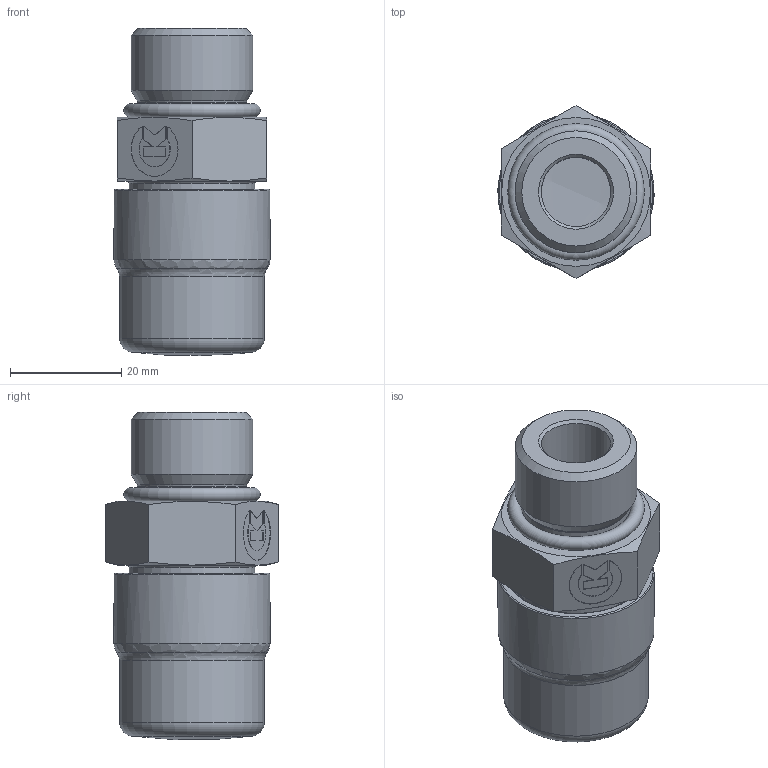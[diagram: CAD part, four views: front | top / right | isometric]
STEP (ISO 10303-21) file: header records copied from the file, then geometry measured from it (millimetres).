
FILE_DESCRIPTION((''),'2;1');
FILE_NAME('200601416.stp','2014-07-21T16:32:57',(''),('KNOMI spol. s r. o.'),'Autodesk Inventor 2012','Autodesk Inventor 2012','');
FILE_SCHEMA(('AUTOMOTIVE_DESIGN { 1 2 10303 214 0 1 1 1 }'));
Length unit declared in the file: millimetre
Products named in the file (5): PHOF -10 7/8-14 / 1-14; 200611416; 601560017890; 606191824690; 62912430-4
Assembly tree (4 placements, depth 2):
  PHOF -10 7/8-14 / 1-14
    200611416
    601560017890
    606191824690
    62912430-4
Bounding box: 28.14 x 31.18 x 58.93 mm (x, y, z)
Volume: 19389.1 mm3; surface area: 12605.5 mm2
Topology: 4 solids, 4 shells, 91 faces, 204 edges, 126 vertices
Faces by surface type: plane 43, torus 17, cylinder 15, cone 13, sphere 2, bspline 1
Full cylindrical faces by diameter (mm): 12.5 x1, 14.3 x1, 19 x1, 19.63 x1, 21.95 x1, 22.6 x1, 23.15 x1, 25.15 x2, 26.15 x1, 28.15 x1
Entity records: 2643 total; most frequent: CARTESIAN_POINT 522, DIRECTION 402, ORIENTED_EDGE 332, EDGE_CURVE 166, AXIS2_PLACEMENT_3D 157, EDGE_LOOP 135, VERTEX_POINT 121, STYLED_ITEM 95
